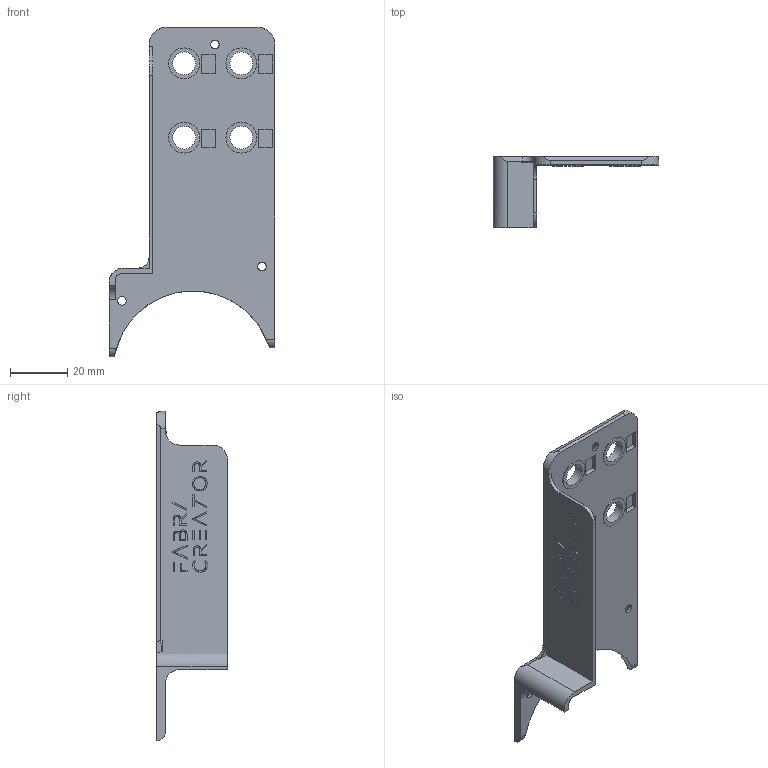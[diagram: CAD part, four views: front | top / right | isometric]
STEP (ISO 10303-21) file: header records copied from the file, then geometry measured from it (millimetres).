
FILE_DESCRIPTION(/* description */ (''),/* implementation_level */ '2;1');
FILE_NAME(/* name */ 'Tapa circuito.step',/* time_stamp */ '2024-08-16T11:23:28-05:00',/* author */ (''),/* organization */ (''),/* preprocessor_version */ 'ST-DEVELOPER v20',/* originating_system */ 'Autodesk Translation Framework v13.14.0.145',/* authorisation */ '');
FILE_SCHEMA (('AUTOMOTIVE_DESIGN { 1 0 10303 214 3 1 1 }'));
Length unit declared in the file: millimetre
Products named in the file (1): Tapa circuito
Bounding box: 58 x 24.75 x 115.25 mm (x, y, z)
Volume: 15293.4 mm3; surface area: 14352 mm2
Topology: 1 solids, 1 shells, 313 faces, 855 edges, 569 vertices
Faces by surface type: plane 151, bspline 136, cylinder 23, cone 3
Full cylindrical faces by diameter (mm): 3 x3, 8 x4, 10.8 x4
Entity records: 11189 total; most frequent: CARTESIAN_POINT 4079, ORIENTED_EDGE 1710, DIRECTION 989, EDGE_CURVE 855, VERTEX_POINT 569, LINE 527, VECTOR 527, EDGE_LOOP 352
